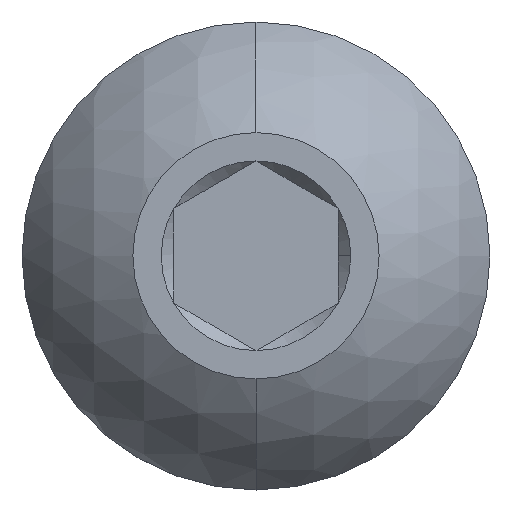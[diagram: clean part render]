
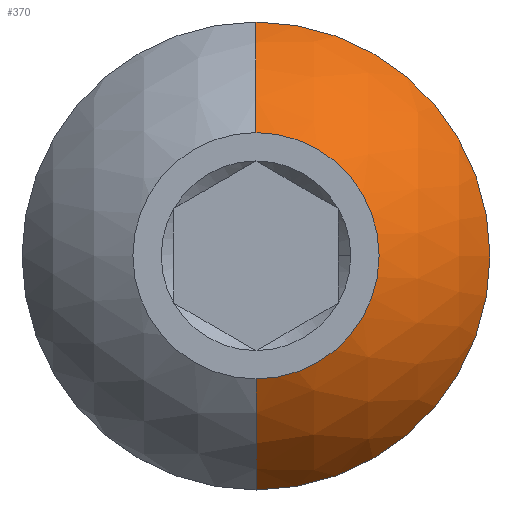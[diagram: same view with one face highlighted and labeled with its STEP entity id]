
A CAD part, top view. The second image highlights one B-rep face of the part: STEP entity #370.
In plain terms, the highlighted spherical face has radius 3.172 mm.
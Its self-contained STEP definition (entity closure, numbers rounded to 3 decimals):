
#12 = EDGE_CURVE ( 'NONE', #511, #53, #264, .T. ) ;
#17 = AXIS2_PLACEMENT_3D ( 'NONE', #71, #239, #192 ) ;
#27 = VERTEX_POINT ( 'NONE', #161 ) ;
#51 = AXIS2_PLACEMENT_3D ( 'NONE', #354, #405, #458 ) ;
#53 = VERTEX_POINT ( 'NONE', #598 ) ;
#61 = CARTESIAN_POINT ( 'NONE',  ( 0., 0., 11.355 ) ) ;
#71 = CARTESIAN_POINT ( 'NONE',  ( 0., 0., 12.748 ) ) ;
#83 = CIRCLE ( 'NONE', #17, 2.85 ) ;
#101 = DIRECTION ( 'NONE',  ( 0., -1., 0. ) ) ;
#108 = ORIENTED_EDGE ( 'NONE', *, *, #145, .F. ) ;
#113 = EDGE_LOOP ( 'NONE', ( #159, #189, #108, #522 ) ) ;
#121 = DIRECTION ( 'NONE',  ( 0., -1., 0. ) ) ;
#145 = EDGE_CURVE ( 'NONE', #53, #27, #313, .T. ) ;
#150 = EDGE_CURVE ( 'NONE', #511, #447, #83, .T. ) ;
#159 = ORIENTED_EDGE ( 'NONE', *, *, #150, .T. ) ;
#161 = CARTESIAN_POINT ( 'NONE',  ( 0., 1.5, 14.15 ) ) ;
#181 = AXIS2_PLACEMENT_3D ( 'NONE', #216, #541, #101 ) ;
#189 = ORIENTED_EDGE ( 'NONE', *, *, #589, .T. ) ;
#192 = DIRECTION ( 'NONE',  ( 0., -1., 0. ) ) ;
#216 = CARTESIAN_POINT ( 'NONE',  ( 0., 0., 11.355 ) ) ;
#223 = SPHERICAL_SURFACE ( 'NONE', #675, 3.172 ) ;
#239 = DIRECTION ( 'NONE',  ( 0., 0., 1. ) ) ;
#243 = DIRECTION ( 'NONE',  ( 0., 0., 1. ) ) ;
#249 = CARTESIAN_POINT ( 'NONE',  ( 0., -2.85, 12.748 ) ) ;
#264 = CIRCLE ( 'NONE', #181, 3.172 ) ;
#313 = CIRCLE ( 'NONE', #708, 1.5 ) ;
#354 = CARTESIAN_POINT ( 'NONE',  ( 0., 0., 11.355 ) ) ;
#370 = ADVANCED_FACE ( 'NONE', ( #384 ), #223, .T. ) ;
#384 = FACE_OUTER_BOUND ( 'NONE', #113, .T. ) ;
#405 = DIRECTION ( 'NONE',  ( 1., 0., 0. ) ) ;
#407 = DIRECTION ( 'NONE',  ( 0., -1., 0. ) ) ;
#447 = VERTEX_POINT ( 'NONE', #505 ) ;
#456 = CARTESIAN_POINT ( 'NONE',  ( 0., 0., 14.15 ) ) ;
#458 = DIRECTION ( 'NONE',  ( 0., 1., 0. ) ) ;
#505 = CARTESIAN_POINT ( 'NONE',  ( 0., 2.85, 12.748 ) ) ;
#511 = VERTEX_POINT ( 'NONE', #249 ) ;
#522 = ORIENTED_EDGE ( 'NONE', *, *, #12, .F. ) ;
#541 = DIRECTION ( 'NONE',  ( -1., 0., 0. ) ) ;
#566 = DIRECTION ( 'NONE',  ( 1., 0., 0. ) ) ;
#589 = EDGE_CURVE ( 'NONE', #447, #27, #637, .T. ) ;
#598 = CARTESIAN_POINT ( 'NONE',  ( 0., -1.5, 14.15 ) ) ;
#637 = CIRCLE ( 'NONE', #51, 3.172 ) ;
#675 = AXIS2_PLACEMENT_3D ( 'NONE', #61, #566, #121 ) ;
#708 = AXIS2_PLACEMENT_3D ( 'NONE', #456, #243, #407 ) ;
